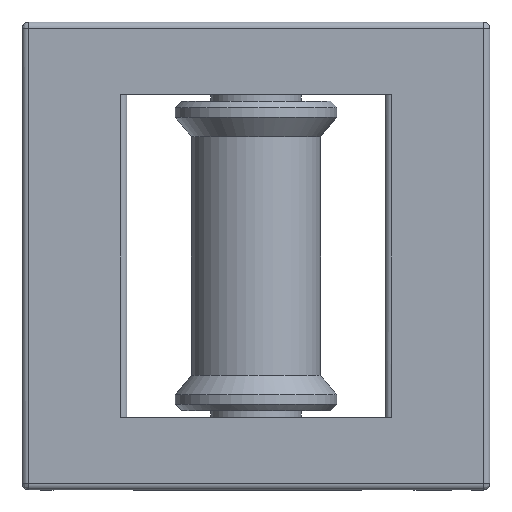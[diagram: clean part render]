
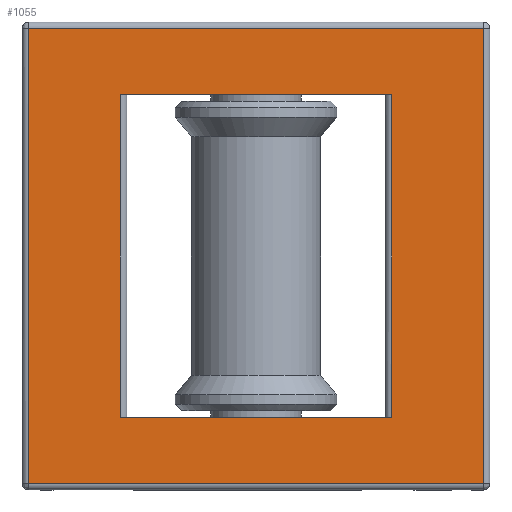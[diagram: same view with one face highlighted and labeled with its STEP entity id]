
A CAD part, front view. The second image highlights one B-rep face of the part: STEP entity #1055.
In plain terms, the highlighted free-form (B-spline) face has degree [1, 1] with [2, 2] control points.
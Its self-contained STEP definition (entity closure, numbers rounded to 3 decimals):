
#61 = VERTEX_POINT('',#62);
#62 = CARTESIAN_POINT('',(35.654,0.,42.445));
#68 = EDGE_CURVE('',#69,#61,#71,.T.);
#69 = VERTEX_POINT('',#70);
#70 = CARTESIAN_POINT('',(-35.654,0.,42.445));
#71 = B_SPLINE_CURVE_WITH_KNOTS('',1,(#72,#73),.UNSPECIFIED.,.F.,.F.,(2,
    2),(28.5,112.5),.PIECEWISE_BEZIER_KNOTS.);
#72 = CARTESIAN_POINT('',(-35.654,0.,42.445));
#73 = CARTESIAN_POINT('',(35.654,0.,42.445));
#420 = VERTEX_POINT('',#421);
#421 = CARTESIAN_POINT('',(-35.654,0.,-42.445));
#427 = EDGE_CURVE('',#420,#428,#430,.T.);
#428 = VERTEX_POINT('',#429);
#429 = CARTESIAN_POINT('',(35.654,0.,-42.445));
#430 = B_SPLINE_CURVE_WITH_KNOTS('',1,(#431,#432),.UNSPECIFIED.,.F.,.F.,
  (2,2),(28.5,112.5),.PIECEWISE_BEZIER_KNOTS.);
#431 = CARTESIAN_POINT('',(-35.654,0.,-42.445));
#432 = CARTESIAN_POINT('',(35.654,0.,-42.445));
#1029 = VERTEX_POINT('',#1030);
#1030 = CARTESIAN_POINT('',(-59.847,0.,
    -59.847));
#1036 = EDGE_CURVE('',#1037,#1029,#1039,.T.);
#1037 = VERTEX_POINT('',#1038);
#1038 = CARTESIAN_POINT('',(-59.847,0.,
    59.847));
#1039 = B_SPLINE_CURVE_WITH_KNOTS('',1,(#1040,#1041),.UNSPECIFIED.,.F.,
  .F.,(2,2),(2.,143.),.PIECEWISE_BEZIER_KNOTS.);
#1040 = CARTESIAN_POINT('',(-59.847,0.,
    59.847));
#1041 = CARTESIAN_POINT('',(-59.847,0.,
    -59.847));
#1055 = ADVANCED_FACE('',(#1056,#1070),#1092,.F.);
#1056 = FACE_BOUND('',#1057,.T.);
#1057 = EDGE_LOOP('',(#1058,#1059,#1064,#1065));
#1058 = ORIENTED_EDGE('',*,*,#68,.T.);
#1059 = ORIENTED_EDGE('',*,*,#1060,.T.);
#1060 = EDGE_CURVE('',#61,#428,#1061,.T.);
#1061 = B_SPLINE_CURVE_WITH_KNOTS('',1,(#1062,#1063),.UNSPECIFIED.,.F.,
  .F.,(2,2),(-100.,0.),.PIECEWISE_BEZIER_KNOTS.);
#1062 = CARTESIAN_POINT('',(35.654,0.,
    42.445));
#1063 = CARTESIAN_POINT('',(35.654,0.,
    -42.445));
#1064 = ORIENTED_EDGE('',*,*,#427,.F.);
#1065 = ORIENTED_EDGE('',*,*,#1066,.T.);
#1066 = EDGE_CURVE('',#420,#69,#1067,.T.);
#1067 = B_SPLINE_CURVE_WITH_KNOTS('',1,(#1068,#1069),.UNSPECIFIED.,.F.,
  .F.,(2,2),(-122.5,-22.5),.PIECEWISE_BEZIER_KNOTS.);
#1068 = CARTESIAN_POINT('',(-35.654,0.,-42.445));
#1069 = CARTESIAN_POINT('',(-35.654,0.,42.445));
#1070 = FACE_BOUND('',#1071,.T.);
#1071 = EDGE_LOOP('',(#1072,#1073,#1080,#1087));
#1072 = ORIENTED_EDGE('',*,*,#1036,.T.);
#1073 = ORIENTED_EDGE('',*,*,#1074,.T.);
#1074 = EDGE_CURVE('',#1029,#1075,#1077,.T.);
#1075 = VERTEX_POINT('',#1076);
#1076 = CARTESIAN_POINT('',(59.847,0.,-59.847));
#1077 = B_SPLINE_CURVE_WITH_KNOTS('',1,(#1078,#1079),.UNSPECIFIED.,.F.,
  .F.,(2,2),(-141.,0.),.PIECEWISE_BEZIER_KNOTS.);
#1078 = CARTESIAN_POINT('',(-59.847,0.,
    -59.847));
#1079 = CARTESIAN_POINT('',(59.847,0.,
    -59.847));
#1080 = ORIENTED_EDGE('',*,*,#1081,.F.);
#1081 = EDGE_CURVE('',#1082,#1075,#1084,.T.);
#1082 = VERTEX_POINT('',#1083);
#1083 = CARTESIAN_POINT('',(59.847,0.,59.847));
#1084 = B_SPLINE_CURVE_WITH_KNOTS('',1,(#1085,#1086),.UNSPECIFIED.,.F.,
  .F.,(2,2),(2.,143.),.PIECEWISE_BEZIER_KNOTS.);
#1085 = CARTESIAN_POINT('',(59.847,0.,59.847));
#1086 = CARTESIAN_POINT('',(59.847,0.,-59.847));
#1087 = ORIENTED_EDGE('',*,*,#1088,.T.);
#1088 = EDGE_CURVE('',#1082,#1037,#1089,.T.);
#1089 = B_SPLINE_CURVE_WITH_KNOTS('',1,(#1090,#1091),.UNSPECIFIED.,.F.,
  .F.,(2,2),(-141.,-0.),.PIECEWISE_BEZIER_KNOTS.);
#1090 = CARTESIAN_POINT('',(59.847,0.,
    59.847));
#1091 = CARTESIAN_POINT('',(-59.847,0.,
    59.847));
#1092 = B_SPLINE_SURFACE_WITH_KNOTS('',1,1,(
    (#1093,#1094)
    ,(#1095,#1096
    )),.UNSPECIFIED.,.F.,.F.,.F.,(2,2),(2,2),(-143.,-2.),(0.,141.),
  .PIECEWISE_BEZIER_KNOTS.);
#1093 = CARTESIAN_POINT('',(-59.847,0.,-59.847));
#1094 = CARTESIAN_POINT('',(59.847,0.,-59.847));
#1095 = CARTESIAN_POINT('',(-59.847,0.,59.847));
#1096 = CARTESIAN_POINT('',(59.847,0.,59.847));
